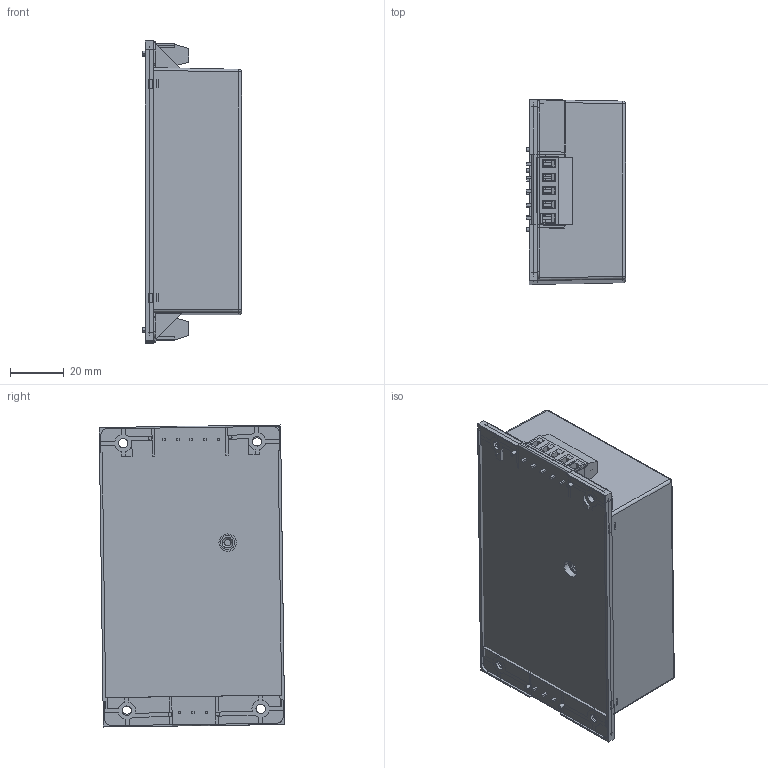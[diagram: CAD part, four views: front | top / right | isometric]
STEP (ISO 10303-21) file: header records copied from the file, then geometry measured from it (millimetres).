
FILE_DESCRIPTION (( 'STEP AP214' ), '1' );
FILE_NAME ('PSE48-DC12-60.STEP', '2016-01-27T16:46:11', ( '' ), ( '' ), 'SwSTEP 2.0', 'SolidWorks 2015', '' );
FILE_SCHEMA (( 'AUTOMOTIVE_DESIGN' ));
Length unit declared in the file: millimetre
Products named in the file (1): PSE48-DC12-60
Bounding box: 37.06 x 69.3 x 112.92 mm (x, y, z)
Surface area: 53637.4 mm2 (no closed solid volume)
Topology: 0 solids, 33 shells, 390 faces, 1580 edges, 1201 vertices
Faces by surface type: plane 282, cylinder 89, torus 7, bspline 6, sphere 4, cone 2
Entity records: 21039 total; most frequent: CARTESIAN_POINT 3586, DIRECTION 2656, ORIENTED_EDGE 2380, EDGE_CURVE 1578, VERTEX_POINT 1201, LINE 1176, VECTOR 1176, AXIS2_PLACEMENT_3D 740
